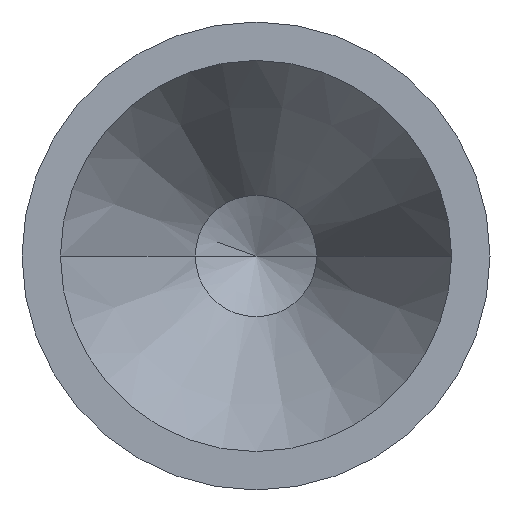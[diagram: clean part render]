
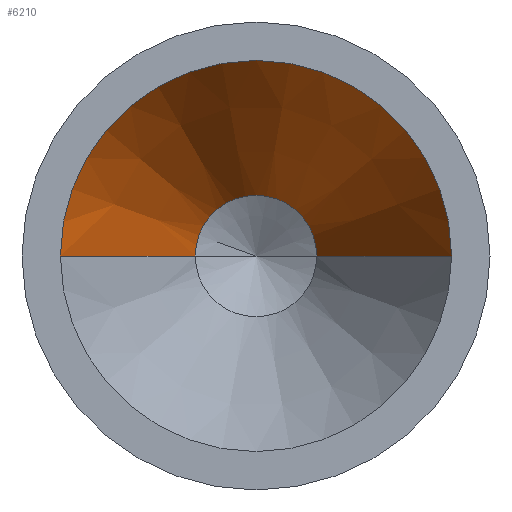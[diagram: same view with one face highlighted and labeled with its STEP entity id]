
A CAD part, front view. The second image highlights one B-rep face of the part: STEP entity #6210.
In plain terms, the highlighted conical face has half-angle 30 degrees and reference radius 1.45 mm.
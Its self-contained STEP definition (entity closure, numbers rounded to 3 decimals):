
#5620=CARTESIAN_POINT('',(10.,-0.4,
-12.427));
#5630=DIRECTION('',(0.,1.,0.));
#5640=DIRECTION('',(-1.,0.,0.));
#5650=AXIS2_PLACEMENT_3D('',#5620,#5630,#5640);
#5660=CIRCLE('',#5650,1.45);
#5670=CARTESIAN_POINT('',(11.45,-0.4,
-12.427));
#5680=VERTEX_POINT('',#5670);
#5690=CARTESIAN_POINT('',(8.55,-0.4,
-12.427));
#5700=VERTEX_POINT('',#5690);
#5730=EDGE_CURVE('',#5700,#5680,#5660,.T.);
#5900=CARTESIAN_POINT('',(10.,-0.4,
-12.427));
#5910=DIRECTION('',(0.,-1.,0.));
#5920=DIRECTION('',(-1.,0.,0.));
#5930=AXIS2_PLACEMENT_3D('',#5900,#5910,#5920);
#5940=CONICAL_SURFACE('',#5930,1.45,0.524);
#5950=CARTESIAN_POINT('',(11.45,-0.4,
-12.427));
#5960=DIRECTION('',(0.5,-0.866,0.));
#5970=VECTOR('',#5960,2.9);
#5980=LINE('',#5950,#5970);
#5990=CARTESIAN_POINT('',(10.45,1.332,
-12.427));
#6000=VERTEX_POINT('',#5990);
#6010=EDGE_CURVE('',#6000,#5680,#5980,.T.);
#6020=ORIENTED_EDGE('',*,*,#6010,.T.);
#6030=CARTESIAN_POINT('',(10.,1.332,
-12.427));
#6040=DIRECTION('',(0.,-1.,0.));
#6050=DIRECTION('',(-1.,0.,0.));
#6060=AXIS2_PLACEMENT_3D('',#6030,#6040,#6050);
#6070=CIRCLE('',#6060,0.45);
#6080=CARTESIAN_POINT('',(9.55,1.332,
-12.427));
#6090=VERTEX_POINT('',#6080);
#6100=EDGE_CURVE('',#6000,#6090,#6070,.T.);
#6110=ORIENTED_EDGE('',*,*,#6100,.F.);
#6120=CARTESIAN_POINT('',(8.55,-0.4,
-12.427));
#6130=DIRECTION('',(-0.5,-0.866,0.));
#6140=VECTOR('',#6130,2.9);
#6150=LINE('',#6120,#6140);
#6160=EDGE_CURVE('',#6090,#5700,#6150,.T.);
#6170=ORIENTED_EDGE('',*,*,#6160,.F.);
#6180=ORIENTED_EDGE('',*,*,#5730,.F.);
#6190=EDGE_LOOP('',(#6180,#6170,#6110,#6020));
#6200=FACE_OUTER_BOUND('',#6190,.T.);
#6210=ADVANCED_FACE('',(#6200),#5940,.F.);
